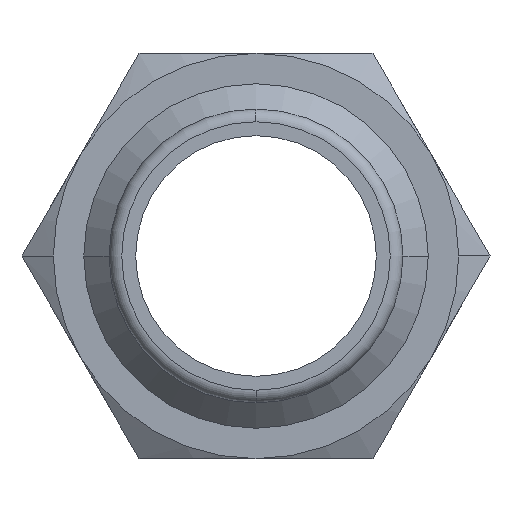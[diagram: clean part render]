
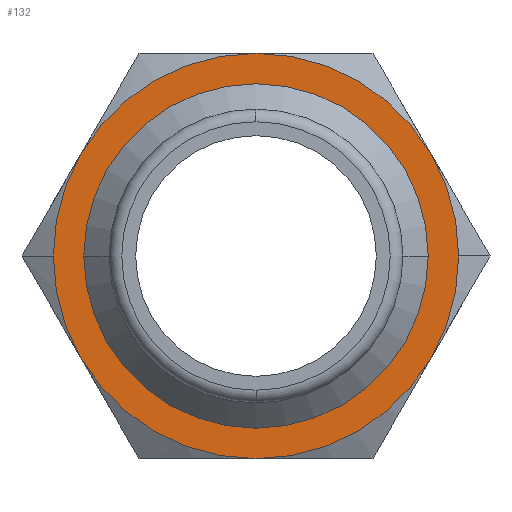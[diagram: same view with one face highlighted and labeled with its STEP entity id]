
A CAD part, front view. The second image highlights one B-rep face of the part: STEP entity #132.
In plain terms, the highlighted planar face has unit normal (0, -1, 0).
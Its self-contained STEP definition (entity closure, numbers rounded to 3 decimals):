
#132=ADVANCED_FACE('',(#277,#278),#279,.T.);
#277=FACE_OUTER_BOUND('',#432,.T.);
#278=FACE_BOUND('',#433,.T.);
#279=PLANE('',#434);
#432=EDGE_LOOP('',(#744,#745,#746,#747,#748,#749,#750,#751));
#433=EDGE_LOOP('',(#752,#753));
#434=AXIS2_PLACEMENT_3D('',#754,#755,#756);
#744=ORIENTED_EDGE('',*,*,#1008,.F.);
#745=ORIENTED_EDGE('',*,*,#906,.F.);
#746=ORIENTED_EDGE('',*,*,#1009,.F.);
#747=ORIENTED_EDGE('',*,*,#1010,.F.);
#748=ORIENTED_EDGE('',*,*,#1011,.F.);
#749=ORIENTED_EDGE('',*,*,#967,.F.);
#750=ORIENTED_EDGE('',*,*,#983,.F.);
#751=ORIENTED_EDGE('',*,*,#1012,.F.);
#752=ORIENTED_EDGE('',*,*,#972,.F.);
#753=ORIENTED_EDGE('',*,*,#1013,.F.);
#754=CARTESIAN_POINT('',(8.0,34.0,0.0));
#755=DIRECTION('',(-0.0,-1.0,-0.0));
#756=DIRECTION('',(-1.0,0.0,0.0));
#906=EDGE_CURVE('',#1070,#1072,#1073,.T.);
#967=EDGE_CURVE('',#1143,#1131,#1167,.T.);
#972=EDGE_CURVE('',#1172,#1169,#1174,.T.);
#983=EDGE_CURVE('',#1187,#1143,#1189,.T.);
#1008=EDGE_CURVE('',#1072,#1216,#1217,.T.);
#1009=EDGE_CURVE('',#1150,#1070,#1218,.T.);
#1010=EDGE_CURVE('',#1219,#1150,#1220,.T.);
#1011=EDGE_CURVE('',#1131,#1219,#1221,.T.);
#1012=EDGE_CURVE('',#1216,#1187,#1222,.T.);
#1013=EDGE_CURVE('',#1169,#1172,#1223,.T.);
#1070=VERTEX_POINT('',#1298);
#1072=VERTEX_POINT('',#1311);
#1073=CIRCLE('',#1312,16.0);
#1131=VERTEX_POINT('',#1455);
#1143=VERTEX_POINT('',#1513);
#1150=VERTEX_POINT('',#1554);
#1167=CIRCLE('',#1617,16.0);
#1169=VERTEX_POINT('',#1619);
#1172=VERTEX_POINT('',#1623);
#1174=CIRCLE('',#1626,13.6);
#1187=VERTEX_POINT('',#1652);
#1189=CIRCLE('',#1665,16.0);
#1216=VERTEX_POINT('',#1718);
#1217=CIRCLE('',#1719,16.0);
#1218=CIRCLE('',#1720,16.0);
#1219=VERTEX_POINT('',#1721);
#1220=CIRCLE('',#1722,16.0);
#1221=CIRCLE('',#1723,16.0);
#1222=CIRCLE('',#1724,16.0);
#1223=CIRCLE('',#1725,13.6);
#1298=CARTESIAN_POINT('',(0.,34.0,16.0));
#1311=CARTESIAN_POINT('',(13.856,34.0,8.0));
#1312=AXIS2_PLACEMENT_3D('',#1776,#1777,#1778);
#1455=CARTESIAN_POINT('',(-13.856,34.0,-8.));
#1513=CARTESIAN_POINT('',(0.0,34.0,-16.0));
#1554=CARTESIAN_POINT('',(-13.856,34.0,8.));
#1617=AXIS2_PLACEMENT_3D('',#1840,#1841,#1842);
#1619=CARTESIAN_POINT('',(13.6,34.0,0.));
#1623=CARTESIAN_POINT('',(-13.6,34.0,0.));
#1626=AXIS2_PLACEMENT_3D('',#1848,#1849,#1850);
#1652=CARTESIAN_POINT('',(13.856,34.0,-8.0));
#1665=AXIS2_PLACEMENT_3D('',#1862,#1863,#1864);
#1718=CARTESIAN_POINT('',(16.0,34.0,0.));
#1719=AXIS2_PLACEMENT_3D('',#1896,#1897,#1898);
#1720=AXIS2_PLACEMENT_3D('',#1899,#1900,#1901);
#1721=CARTESIAN_POINT('',(-16.0,34.0,0.));
#1722=AXIS2_PLACEMENT_3D('',#1902,#1903,#1904);
#1723=AXIS2_PLACEMENT_3D('',#1905,#1906,#1907);
#1724=AXIS2_PLACEMENT_3D('',#1908,#1909,#1910);
#1725=AXIS2_PLACEMENT_3D('',#1911,#1912,#1913);
#1776=CARTESIAN_POINT('',(0.0,34.0,0.0));
#1777=DIRECTION('',(-0.0,1.0,0.0));
#1778=DIRECTION('',(1.0,0.0,0.0));
#1840=CARTESIAN_POINT('',(0.0,34.0,0.0));
#1841=DIRECTION('',(-0.0,1.0,0.0));
#1842=DIRECTION('',(1.0,0.0,0.0));
#1848=CARTESIAN_POINT('',(0.0,34.0,0.0));
#1849=DIRECTION('',(0.0,-1.0,0.0));
#1850=DIRECTION('',(1.0,0.0,0.0));
#1862=CARTESIAN_POINT('',(0.0,34.0,0.0));
#1863=DIRECTION('',(-0.0,1.0,0.0));
#1864=DIRECTION('',(1.0,0.0,0.0));
#1896=CARTESIAN_POINT('',(0.0,34.0,0.0));
#1897=DIRECTION('',(-0.0,1.0,0.0));
#1898=DIRECTION('',(1.0,0.0,0.0));
#1899=CARTESIAN_POINT('',(0.0,34.0,0.0));
#1900=DIRECTION('',(-0.0,1.0,0.0));
#1901=DIRECTION('',(1.0,0.0,0.0));
#1902=CARTESIAN_POINT('',(0.0,34.0,0.0));
#1903=DIRECTION('',(-0.0,1.0,0.0));
#1904=DIRECTION('',(1.0,0.0,0.0));
#1905=CARTESIAN_POINT('',(0.0,34.0,0.0));
#1906=DIRECTION('',(-0.0,1.0,0.0));
#1907=DIRECTION('',(1.0,0.0,0.0));
#1908=CARTESIAN_POINT('',(0.0,34.0,0.0));
#1909=DIRECTION('',(-0.0,1.0,0.0));
#1910=DIRECTION('',(1.0,0.0,0.0));
#1911=CARTESIAN_POINT('',(0.0,34.0,0.0));
#1912=DIRECTION('',(0.0,-1.0,0.0));
#1913=DIRECTION('',(1.0,0.0,0.0));
